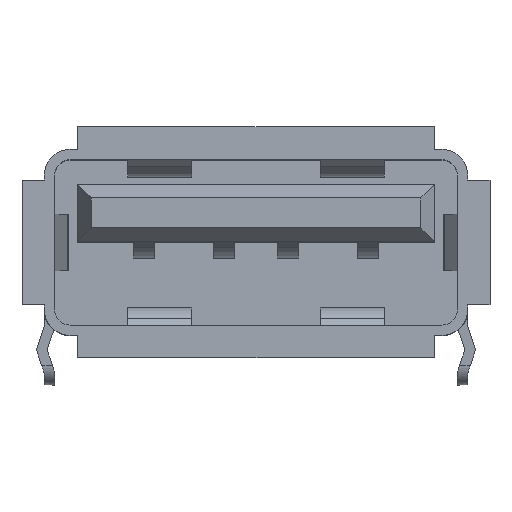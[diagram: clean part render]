
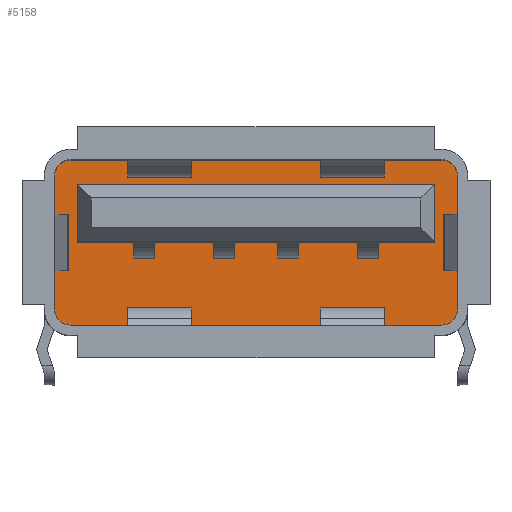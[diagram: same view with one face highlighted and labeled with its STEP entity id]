
A CAD part, top view. The second image highlights one B-rep face of the part: STEP entity #5158.
In plain terms, the highlighted planar face has unit normal (0, 0, 1).
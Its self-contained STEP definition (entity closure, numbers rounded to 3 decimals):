
#42 = CARTESIAN_POINT ( 'NONE',  ( 6.28, 0.8, -2.01 ) ) ;
#66 = CARTESIAN_POINT ( 'NONE',  ( -6.28, 0.32, -2.01 ) ) ;
#149 = EDGE_CURVE ( 'NONE', #5869, #7746, #7564, .T. ) ;
#247 = DIRECTION ( 'NONE',  ( 1., 0., 0. ) ) ;
#271 = VECTOR ( 'NONE', #1432, 1000. ) ;
#369 = EDGE_CURVE ( 'NONE', #2397, #7522, #2823, .T. ) ;
#496 = LINE ( 'NONE', #1297, #2884 ) ;
#518 = CARTESIAN_POINT ( 'NONE',  ( -6.28, 0.8, -2.01 ) ) ;
#631 = CARTESIAN_POINT ( 'NONE',  ( 0., 5.48, -2.01 ) ) ;
#697 = DIRECTION ( 'NONE',  ( 0., 0., 1. ) ) ;
#707 = ORIENTED_EDGE ( 'NONE', *, *, #4671, .T. ) ;
#814 = VECTOR ( 'NONE', #4147, 1000. ) ;
#892 = CARTESIAN_POINT ( 'NONE',  ( 5.8, 0.32, -2.01 ) ) ;
#900 = LINE ( 'NONE', #8596, #1474 ) ;
#921 = CARTESIAN_POINT ( 'NONE',  ( 5.8, 5., -2.01 ) ) ;
#986 = CARTESIAN_POINT ( 'NONE',  ( -6.28, 2.9, -2.01 ) ) ;
#1031 = DIRECTION ( 'NONE',  ( 1., 0., 0. ) ) ;
#1096 = VECTOR ( 'NONE', #4570, 1000. ) ;
#1297 = CARTESIAN_POINT ( 'NONE',  ( 6.28, 2.9, -2.01 ) ) ;
#1330 = CARTESIAN_POINT ( 'NONE',  ( -5.575, 4.72, -2.01 ) ) ;
#1371 = VERTEX_POINT ( 'NONE', #4602 ) ;
#1394 = AXIS2_PLACEMENT_3D ( 'NONE', #5862, #8897, #5502 ) ;
#1432 = DIRECTION ( 'NONE',  ( 0., 1., 0. ) ) ;
#1459 = AXIS2_PLACEMENT_3D ( 'NONE', #7544, #2198, #6203 ) ;
#1474 = VECTOR ( 'NONE', #5704, 1000. ) ;
#1481 = CARTESIAN_POINT ( 'NONE',  ( -6.28, 5., -2.01 ) ) ;
#1752 = ORIENTED_EDGE ( 'NONE', *, *, #7399, .T. ) ;
#1778 = LINE ( 'NONE', #4522, #7267 ) ;
#2110 = EDGE_CURVE ( 'NONE', #7746, #2397, #5529, .T. ) ;
#2186 = DIRECTION ( 'NONE',  ( 1., 0., 0. ) ) ;
#2198 = DIRECTION ( 'NONE',  ( 0., 0., 1. ) ) ;
#2359 = DIRECTION ( 'NONE',  ( 0., -1., 0. ) ) ;
#2397 = VERTEX_POINT ( 'NONE', #5530 ) ;
#2631 = VERTEX_POINT ( 'NONE', #7318 ) ;
#2718 = EDGE_CURVE ( 'NONE', #1371, #4514, #1778, .T. ) ;
#2770 = EDGE_CURVE ( 'NONE', #4514, #3422, #4431, .T. ) ;
#2823 = CIRCLE ( 'NONE', #5407, 0.48 ) ;
#2836 = EDGE_CURVE ( 'NONE', #2631, #2954, #4130, .T. ) ;
#2884 = VECTOR ( 'NONE', #5972, 1000. ) ;
#2927 = VERTEX_POINT ( 'NONE', #1330 ) ;
#2954 = VERTEX_POINT ( 'NONE', #518 ) ;
#3146 = LINE ( 'NONE', #5891, #271 ) ;
#3148 = DIRECTION ( 'NONE',  ( 0., -1., 0. ) ) ;
#3189 = VECTOR ( 'NONE', #1031, 1000. ) ;
#3422 = VERTEX_POINT ( 'NONE', #5695 ) ;
#3449 = DIRECTION ( 'NONE',  ( 1., 0., 0. ) ) ;
#4023 = AXIS2_PLACEMENT_3D ( 'NONE', #66, #697, #3449 ) ;
#4098 = ORIENTED_EDGE ( 'NONE', *, *, #2836, .F. ) ;
#4125 = FACE_BOUND ( 'NONE', #7323, .T. ) ;
#4130 = CIRCLE ( 'NONE', #1394, 0.48 ) ;
#4147 = DIRECTION ( 'NONE',  ( -1., 0., 0. ) ) ;
#4431 = LINE ( 'NONE', #5817, #1096 ) ;
#4514 = VERTEX_POINT ( 'NONE', #7065 ) ;
#4522 = CARTESIAN_POINT ( 'NONE',  ( 5.575, 2.9, -2.01 ) ) ;
#4545 = ORIENTED_EDGE ( 'NONE', *, *, #2770, .T. ) ;
#4570 = DIRECTION ( 'NONE',  ( -1., 0., 0. ) ) ;
#4602 = CARTESIAN_POINT ( 'NONE',  ( 5.575, 4.72, -2.01 ) ) ;
#4671 = EDGE_CURVE ( 'NONE', #3422, #2927, #3146, .T. ) ;
#4766 = ORIENTED_EDGE ( 'NONE', *, *, #7560, .T. ) ;
#5058 = ORIENTED_EDGE ( 'NONE', *, *, #149, .T. ) ;
#5091 = DIRECTION ( 'NONE',  ( 0., 0., 1. ) ) ;
#5158 = ADVANCED_FACE ( 'NONE', ( #4125, #7580 ), #6855, .T. ) ;
#5183 = LINE ( 'NONE', #986, #8485 ) ;
#5306 = ORIENTED_EDGE ( 'NONE', *, *, #8253, .T. ) ;
#5390 = ORIENTED_EDGE ( 'NONE', *, *, #8246, .T. ) ;
#5407 = AXIS2_PLACEMENT_3D ( 'NONE', #8219, #5091, #2186 ) ;
#5502 = DIRECTION ( 'NONE',  ( 1., 0., 0. ) ) ;
#5529 = LINE ( 'NONE', #631, #814 ) ;
#5530 = CARTESIAN_POINT ( 'NONE',  ( -5.8, 5.48, -2.01 ) ) ;
#5695 = CARTESIAN_POINT ( 'NONE',  ( -5.575, 2.92, -2.01 ) ) ;
#5704 = DIRECTION ( 'NONE',  ( 1., 0., 0. ) ) ;
#5794 = EDGE_CURVE ( 'NONE', #7522, #2954, #5183, .T. ) ;
#5817 = CARTESIAN_POINT ( 'NONE',  ( 0., 2.92, -2.01 ) ) ;
#5862 = CARTESIAN_POINT ( 'NONE',  ( -5.8, 0.8, -2.01 ) ) ;
#5869 = VERTEX_POINT ( 'NONE', #8703 ) ;
#5891 = CARTESIAN_POINT ( 'NONE',  ( -5.575, 2.9, -2.01 ) ) ;
#5972 = DIRECTION ( 'NONE',  ( 0., 1., 0. ) ) ;
#6124 = VERTEX_POINT ( 'NONE', #892 ) ;
#6203 = DIRECTION ( 'NONE',  ( 1., 0., 0. ) ) ;
#6222 = ORIENTED_EDGE ( 'NONE', *, *, #369, .T. ) ;
#6359 = ORIENTED_EDGE ( 'NONE', *, *, #2718, .T. ) ;
#6405 = ORIENTED_EDGE ( 'NONE', *, *, #2110, .T. ) ;
#6407 = DIRECTION ( 'NONE',  ( 0., 0., 1. ) ) ;
#6426 = CARTESIAN_POINT ( 'NONE',  ( 0., 4.72, -2.01 ) ) ;
#6606 = EDGE_LOOP ( 'NONE', ( #4766, #1752, #5058, #6405, #6222, #7152, #4098, #5306 ) ) ;
#6855 = PLANE ( 'NONE',  #4023 ) ;
#6891 = CARTESIAN_POINT ( 'NONE',  ( 5.8, 5.48, -2.01 ) ) ;
#7065 = CARTESIAN_POINT ( 'NONE',  ( 5.575, 2.92, -2.01 ) ) ;
#7152 = ORIENTED_EDGE ( 'NONE', *, *, #5794, .T. ) ;
#7267 = VECTOR ( 'NONE', #2359, 1000. ) ;
#7318 = CARTESIAN_POINT ( 'NONE',  ( -5.8, 0.32, -2.01 ) ) ;
#7323 = EDGE_LOOP ( 'NONE', ( #4545, #707, #5390, #6359 ) ) ;
#7399 = EDGE_CURVE ( 'NONE', #8476, #5869, #496, .T. ) ;
#7522 = VERTEX_POINT ( 'NONE', #1481 ) ;
#7544 = CARTESIAN_POINT ( 'NONE',  ( 5.8, 0.8, -2.01 ) ) ;
#7560 = EDGE_CURVE ( 'NONE', #6124, #8476, #7629, .T. ) ;
#7564 = CIRCLE ( 'NONE', #8873, 0.48 ) ;
#7580 = FACE_OUTER_BOUND ( 'NONE', #6606, .T. ) ;
#7629 = CIRCLE ( 'NONE', #1459, 0.48 ) ;
#7746 = VERTEX_POINT ( 'NONE', #6891 ) ;
#7822 = LINE ( 'NONE', #6426, #3189 ) ;
#8219 = CARTESIAN_POINT ( 'NONE',  ( -5.8, 5., -2.01 ) ) ;
#8246 = EDGE_CURVE ( 'NONE', #2927, #1371, #7822, .T. ) ;
#8253 = EDGE_CURVE ( 'NONE', #2631, #6124, #900, .T. ) ;
#8476 = VERTEX_POINT ( 'NONE', #42 ) ;
#8485 = VECTOR ( 'NONE', #3148, 1000. ) ;
#8596 = CARTESIAN_POINT ( 'NONE',  ( 0., 0.32, -2.01 ) ) ;
#8703 = CARTESIAN_POINT ( 'NONE',  ( 6.28, 5., -2.01 ) ) ;
#8873 = AXIS2_PLACEMENT_3D ( 'NONE', #921, #6407, #247 ) ;
#8897 = DIRECTION ( 'NONE',  ( 0., 0., -1. ) ) ;
